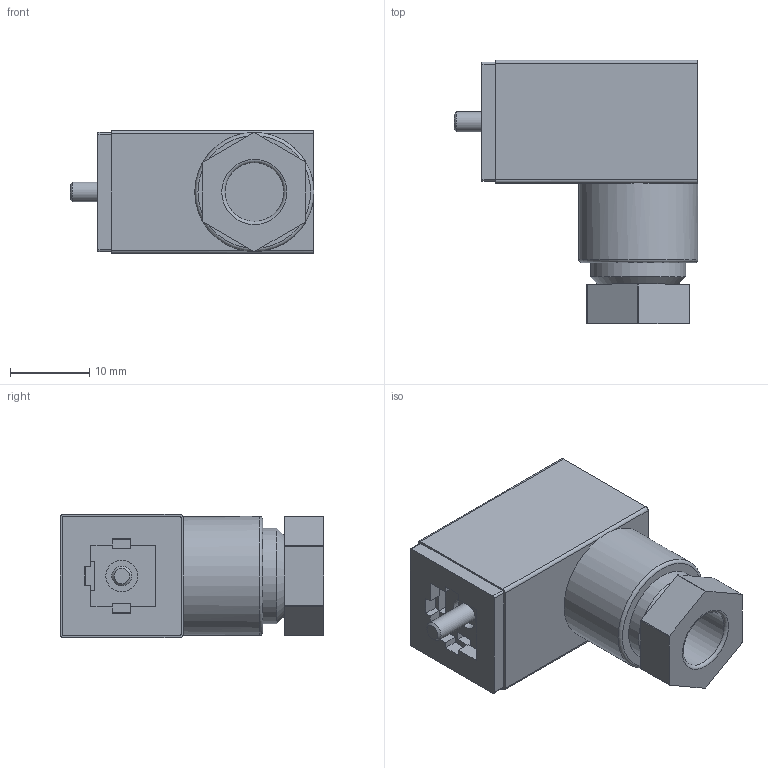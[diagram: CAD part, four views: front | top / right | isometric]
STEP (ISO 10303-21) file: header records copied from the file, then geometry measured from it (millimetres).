
FILE_DESCRIPTION(/* description */ ('STEP AP214'),/* implementation_level */ '2;1');
FILE_NAME(/* name */ '539712_MSSD-EB-M12',/* time_stamp */ '2024-09-11T20:21:25+02:00',/* author */ ('License CC BY-ND 4.0'),/* organization */ ('CADENAS'),/* preprocessor_version */ 'ST-DEVELOPER v19.3',/* originating_system */ 'PARTsolutions',/* authorisation */ ' ');
FILE_SCHEMA (('AUTOMOTIVE_DESIGN {1 0 10303 214 3 1 1}'));
Length unit declared in the file: millimetre
Products named in the file (1): 539712 MSSD-EB-M12---(0)
Bounding box: 30.7 x 33.2 x 15.5 mm (x, y, z)
Volume: 8211.7 mm3; surface area: 4173.3 mm2
Topology: 1 solids, 1 shells, 98 faces, 242 edges, 160 vertices
Faces by surface type: plane 67, cylinder 27, cone 2, torus 2
Full cylindrical faces by diameter (mm): 2.5 x1, 4 x1, 6.2 x1, 7.4 x1, 12 x1, 15 x1
Entity records: 3540 total; most frequent: CARTESIAN_POINT 525, DIRECTION 466, ORIENTED_EDGE 460, EDGE_CURVE 230, LINE 168, VECTOR 168, VERTEX_POINT 158, AXIS2_PLACEMENT_3D 149
